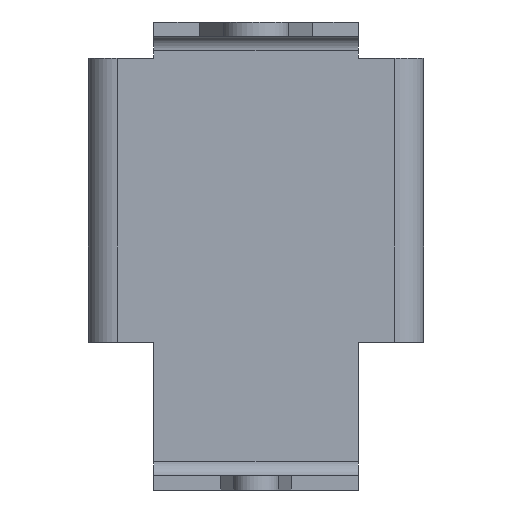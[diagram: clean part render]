
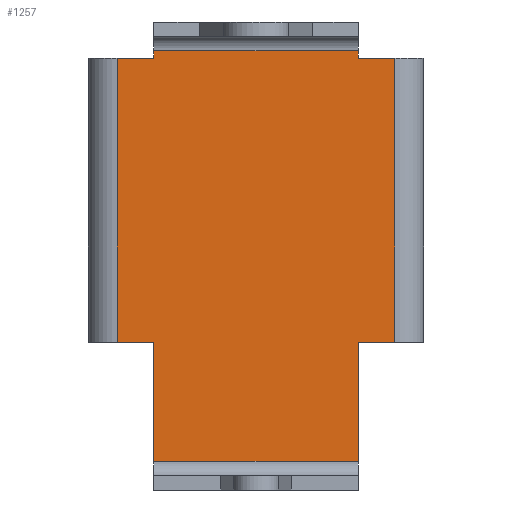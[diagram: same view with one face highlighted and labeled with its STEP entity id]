
A CAD part, front view. The second image highlights one B-rep face of the part: STEP entity #1257.
In plain terms, the highlighted planar face has unit normal (0, -1, 0).
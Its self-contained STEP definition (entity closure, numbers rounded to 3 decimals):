
#16=DIRECTION('',(1.,0.,0.));
#17=VECTOR('',#16,0.82);
#18=CARTESIAN_POINT('',(2.286,0.,0.));
#19=LINE('',#18,#17);
#68=DIRECTION('',(1.,0.,0.));
#69=VECTOR('',#68,0.82);
#70=CARTESIAN_POINT('',(-3.106,0.,0.));
#71=LINE('',#70,#69);
#152=DIRECTION('',(1.,0.,0.));
#153=VECTOR('',#152,0.82);
#154=CARTESIAN_POINT('',(-3.106,0.,-6.35));
#155=LINE('',#154,#153);
#204=DIRECTION('',(1.,0.,0.));
#205=VECTOR('',#204,0.82);
#206=CARTESIAN_POINT('',(2.286,0.,-6.35));
#207=LINE('',#206,#205);
#294=DIRECTION('',(0.,0.,-1.));
#295=VECTOR('',#294,6.35);
#296=CARTESIAN_POINT('',(-3.106,0.,0.));
#297=LINE('',#296,#295);
#298=DIRECTION('',(1.,0.,0.));
#299=VECTOR('',#298,4.572);
#300=CARTESIAN_POINT('',(-2.286,0.,0.173));
#301=LINE('',#300,#299);
#319=DIRECTION('',(0.,0.,-1.));
#320=VECTOR('',#319,0.173);
#321=CARTESIAN_POINT('',(2.286,0.,0.173));
#322=LINE('',#321,#320);
#345=DIRECTION('',(0.,0.,-1.));
#346=VECTOR('',#345,2.662);
#347=CARTESIAN_POINT('',(2.286,0.,-6.35));
#348=LINE('',#347,#346);
#391=DIRECTION('',(0.,0.,-1.));
#392=VECTOR('',#391,0.173);
#393=CARTESIAN_POINT('',(-2.286,0.,0.173));
#394=LINE('',#393,#392);
#425=DIRECTION('',(0.,0.,-1.));
#426=VECTOR('',#425,2.662);
#427=CARTESIAN_POINT('',(-2.286,0.,-6.35));
#428=LINE('',#427,#426);
#590=DIRECTION('',(1.,0.,0.));
#591=VECTOR('',#590,4.572);
#592=CARTESIAN_POINT('',(-2.286,0.,-9.012));
#593=LINE('',#592,#591);
#610=DIRECTION('',(0.,0.,-1.));
#611=VECTOR('',#610,6.35);
#612=CARTESIAN_POINT('',(3.106,0.,0.));
#613=LINE('',#612,#611);
#662=CARTESIAN_POINT('',(3.106,0.,0.));
#664=VERTEX_POINT('',#662);
#684=CARTESIAN_POINT('',(-3.106,0.,0.));
#685=VERTEX_POINT('',#684);
#686=CARTESIAN_POINT('',(3.106,0.,-6.35));
#688=VERTEX_POINT('',#686);
#708=CARTESIAN_POINT('',(-3.106,0.,-6.35));
#709=VERTEX_POINT('',#708);
#710=CARTESIAN_POINT('',(-2.286,0.,0.));
#712=VERTEX_POINT('',#710);
#714=CARTESIAN_POINT('',(2.286,0.,0.));
#716=VERTEX_POINT('',#714);
#718=CARTESIAN_POINT('',(-2.286,0.,-6.35));
#720=VERTEX_POINT('',#718);
#722=CARTESIAN_POINT('',(2.286,0.,-6.35));
#724=VERTEX_POINT('',#722);
#726=CARTESIAN_POINT('',(-2.286,0.,0.173));
#727=VERTEX_POINT('',#726);
#730=CARTESIAN_POINT('',(2.286,0.,0.173));
#731=VERTEX_POINT('',#730);
#742=CARTESIAN_POINT('',(-2.286,0.,-9.012));
#744=VERTEX_POINT('',#742);
#754=CARTESIAN_POINT('',(2.286,0.,-9.012));
#756=VERTEX_POINT('',#754);
#1231=CARTESIAN_POINT('',(-3.106,0.,0.));
#1232=DIRECTION('',(0.,-1.,0.));
#1233=DIRECTION('',(1.,0.,0.));
#1234=AXIS2_PLACEMENT_3D('',#1231,#1232,#1233);
#1235=PLANE('',#1234);
#1236=ORIENTED_EDGE('',*,*,#1089,.F.);
#1238=ORIENTED_EDGE('',*,*,#1237,.T.);
#1240=ORIENTED_EDGE('',*,*,#1239,.F.);
#1242=ORIENTED_EDGE('',*,*,#1241,.F.);
#1243=ORIENTED_EDGE('',*,*,#1062,.F.);
#1244=ORIENTED_EDGE('',*,*,#1224,.F.);
#1245=ORIENTED_EDGE('',*,*,#905,.T.);
#1247=ORIENTED_EDGE('',*,*,#1246,.F.);
#1249=ORIENTED_EDGE('',*,*,#1248,.T.);
#1251=ORIENTED_EDGE('',*,*,#1250,.T.);
#1252=ORIENTED_EDGE('',*,*,#873,.T.);
#1254=ORIENTED_EDGE('',*,*,#1253,.T.);
#1255=EDGE_LOOP('',(#1236,#1238,#1240,#1242,#1243,#1244,#1245,#1247,#1249,#1251,
#1252,#1254));
#1256=FACE_OUTER_BOUND('',#1255,.F.);
#873=EDGE_CURVE('',#716,#664,#19,.T.);
#905=EDGE_CURVE('',#685,#712,#71,.T.);
#1062=EDGE_CURVE('',#709,#720,#155,.T.);
#1089=EDGE_CURVE('',#724,#688,#207,.T.);
#1224=EDGE_CURVE('',#685,#709,#297,.T.);
#1237=EDGE_CURVE('',#724,#756,#348,.T.);
#1239=EDGE_CURVE('',#744,#756,#593,.T.);
#1241=EDGE_CURVE('',#720,#744,#428,.T.);
#1246=EDGE_CURVE('',#727,#712,#394,.T.);
#1248=EDGE_CURVE('',#727,#731,#301,.T.);
#1250=EDGE_CURVE('',#731,#716,#322,.T.);
#1253=EDGE_CURVE('',#664,#688,#613,.T.);
#1257=ADVANCED_FACE('',(#1256),#1235,.T.);
